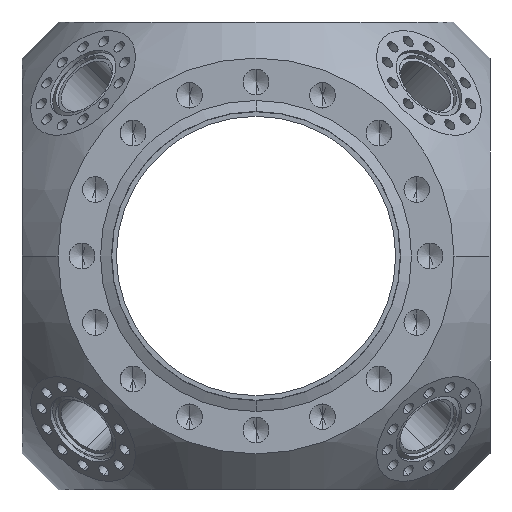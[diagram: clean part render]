
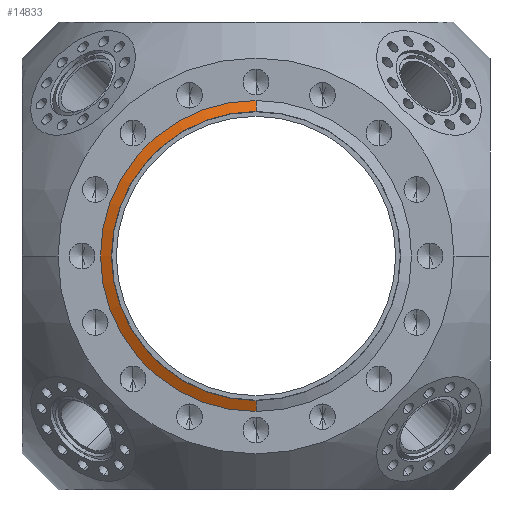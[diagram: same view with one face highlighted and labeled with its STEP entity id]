
A CAD part, left-side view. The second image highlights one B-rep face of the part: STEP entity #14833.
In plain terms, the highlighted conical face has half-angle 65 degrees and reference radius 38.3 mm.
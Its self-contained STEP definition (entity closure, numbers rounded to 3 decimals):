
#34 = VECTOR ( 'NONE', #7267, 1000. ) ;
#884 = DIRECTION ( 'NONE',  ( -1., 0., 0. ) ) ;
#6195 = EDGE_CURVE ( 'NONE', #18212, #31818, #32070, .T. ) ;
#7018 = CIRCLE ( 'NONE', #30929, 38.3 ) ;
#7267 = DIRECTION ( 'NONE',  ( 0.423, 0., 0.906 ) ) ;
#7400 = AXIS2_PLACEMENT_3D ( 'NONE', #33709, #9328, #22408 ) ;
#7644 = ORIENTED_EDGE ( 'NONE', *, *, #32287, .T. ) ;
#8000 = CARTESIAN_POINT ( 'NONE',  ( -61.5, 0., -38.3 ) ) ;
#8598 = EDGE_LOOP ( 'NONE', ( #9064, #24403, #7644, #23936 ) ) ;
#8642 = DIRECTION ( 'NONE',  ( 1., 0., 0. ) ) ;
#8918 = CARTESIAN_POINT ( 'NONE',  ( -61.5, 0., 0. ) ) ;
#9060 = CIRCLE ( 'NONE', #7400, 41.2 ) ;
#9064 = ORIENTED_EDGE ( 'NONE', *, *, #10197, .F. ) ;
#9328 = DIRECTION ( 'NONE',  ( -1., 0., 0. ) ) ;
#9873 = LINE ( 'NONE', #20502, #34 ) ;
#10197 = EDGE_CURVE ( 'NONE', #28278, #18212, #7018, .T. ) ;
#10511 = AXIS2_PLACEMENT_3D ( 'NONE', #15646, #8642, #27093 ) ;
#10826 = VECTOR ( 'NONE', #20957, 1000. ) ;
#12316 = CARTESIAN_POINT ( 'NONE',  ( -61.5, 0., 38.3 ) ) ;
#12617 = EDGE_CURVE ( 'NONE', #28278, #16266, #9873, .T. ) ;
#13621 = CARTESIAN_POINT ( 'NONE',  ( -61.5, 0., -38.3 ) ) ;
#14833 = ADVANCED_FACE ( 'NONE', ( #34128 ), #17725, .T. ) ;
#15646 = CARTESIAN_POINT ( 'NONE',  ( -61.5, 0., 0. ) ) ;
#16266 = VERTEX_POINT ( 'NONE', #29656 ) ;
#17725 = CONICAL_SURFACE ( 'NONE', #10511, 38.3, 1.134 ) ;
#18212 = VERTEX_POINT ( 'NONE', #8000 ) ;
#20502 = CARTESIAN_POINT ( 'NONE',  ( -61.5, 0., 38.3 ) ) ;
#20957 = DIRECTION ( 'NONE',  ( 0.423, 0., -0.906 ) ) ;
#22162 = DIRECTION ( 'NONE',  ( 0., 0., 1. ) ) ;
#22408 = DIRECTION ( 'NONE',  ( 0., 0., 1. ) ) ;
#23402 = CARTESIAN_POINT ( 'NONE',  ( -60.148, 0., -41.2 ) ) ;
#23936 = ORIENTED_EDGE ( 'NONE', *, *, #6195, .F. ) ;
#24403 = ORIENTED_EDGE ( 'NONE', *, *, #12617, .T. ) ;
#27093 = DIRECTION ( 'NONE',  ( 0., 0., -1. ) ) ;
#28278 = VERTEX_POINT ( 'NONE', #12316 ) ;
#29656 = CARTESIAN_POINT ( 'NONE',  ( -60.148, 0., 41.2 ) ) ;
#30929 = AXIS2_PLACEMENT_3D ( 'NONE', #8918, #884, #22162 ) ;
#31818 = VERTEX_POINT ( 'NONE', #23402 ) ;
#32070 = LINE ( 'NONE', #13621, #10826 ) ;
#32287 = EDGE_CURVE ( 'NONE', #16266, #31818, #9060, .T. ) ;
#33709 = CARTESIAN_POINT ( 'NONE',  ( -60.148, 0., 0. ) ) ;
#34128 = FACE_OUTER_BOUND ( 'NONE', #8598, .T. ) ;
